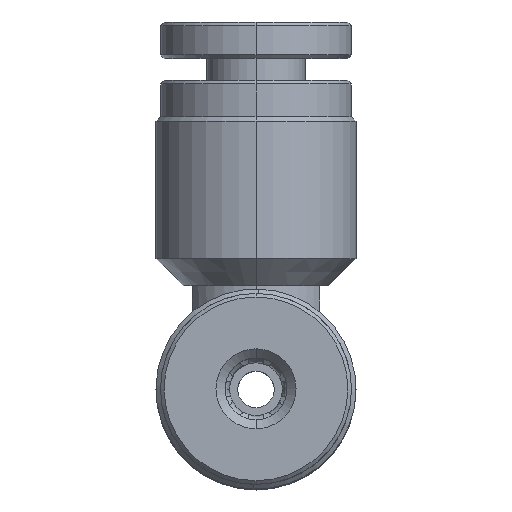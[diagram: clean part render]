
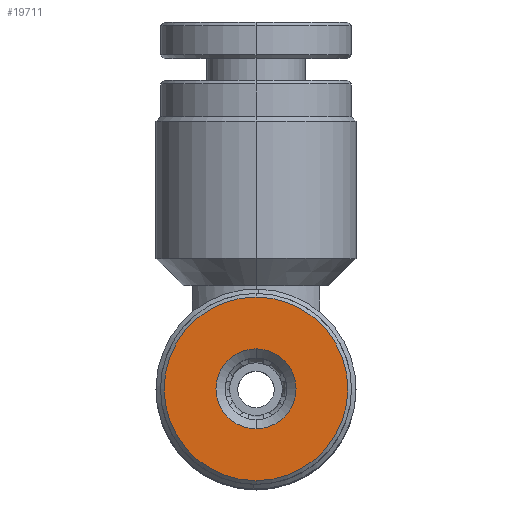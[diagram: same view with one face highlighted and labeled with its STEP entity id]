
A CAD part, top view. The second image highlights one B-rep face of the part: STEP entity #19711.
In plain terms, the highlighted planar face has unit normal (0, 0, 1).
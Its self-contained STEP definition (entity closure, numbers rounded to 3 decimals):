
#815 = DIRECTION ( 'NONE',  ( 0., 0., 1. ) ) ;
#3158 = VERTEX_POINT ( 'NONE', #13451 ) ;
#4146 = DIRECTION ( 'NONE',  ( 0., 0., -1. ) ) ;
#4445 = EDGE_CURVE ( 'NONE', #30308, #3158, #15944, .T. ) ;
#4994 = VERTEX_POINT ( 'NONE', #40037 ) ;
#6376 = DIRECTION ( 'NONE',  ( 0., 0., -1. ) ) ;
#7467 = FACE_OUTER_BOUND ( 'NONE', #33500, .T. ) ;
#7507 = PLANE ( 'NONE',  #14707 ) ;
#11572 = VERTEX_POINT ( 'NONE', #20797 ) ;
#13177 = EDGE_CURVE ( 'NONE', #3158, #30308, #23441, .T. ) ;
#13451 = CARTESIAN_POINT ( 'NONE',  ( 0., 5.05, 14.5 ) ) ;
#13778 = ORIENTED_EDGE ( 'NONE', *, *, #13177, .T. ) ;
#14707 = AXIS2_PLACEMENT_3D ( 'NONE', #21400, #815, #24868 ) ;
#15252 = DIRECTION ( 'NONE',  ( 0., 0., 1. ) ) ;
#15888 = ORIENTED_EDGE ( 'NONE', *, *, #42389, .T. ) ;
#15944 = CIRCLE ( 'NONE', #21258, 5.05 ) ;
#16263 = DIRECTION ( 'NONE',  ( 0., 0., 1. ) ) ;
#17166 = CIRCLE ( 'NONE', #41260, 2.2 ) ;
#19711 = ADVANCED_FACE ( 'NONE', ( #32947, #7467 ), #7507, .T. ) ;
#20009 = EDGE_LOOP ( 'NONE', ( #41966, #15888 ) ) ;
#20326 = AXIS2_PLACEMENT_3D ( 'NONE', #37073, #16263, #40559 ) ;
#20527 = CARTESIAN_POINT ( 'NONE',  ( 0., -5.05, 14.5 ) ) ;
#20797 = CARTESIAN_POINT ( 'NONE',  ( 0., 2.2, 14.5 ) ) ;
#21258 = AXIS2_PLACEMENT_3D ( 'NONE', #35996, #15252, #39502 ) ;
#21400 = CARTESIAN_POINT ( 'NONE',  ( 0., 0., 14.5 ) ) ;
#23441 = CIRCLE ( 'NONE', #20326, 5.05 ) ;
#24762 = CARTESIAN_POINT ( 'NONE',  ( 0., 0., 14.5 ) ) ;
#24868 = DIRECTION ( 'NONE',  ( 0., -1., 0. ) ) ;
#27067 = CARTESIAN_POINT ( 'NONE',  ( 0., 0., 14.5 ) ) ;
#28260 = DIRECTION ( 'NONE',  ( 0., -1., 0. ) ) ;
#29560 = CIRCLE ( 'NONE', #43673, 2.2 ) ;
#30308 = VERTEX_POINT ( 'NONE', #20527 ) ;
#30567 = DIRECTION ( 'NONE',  ( 0., -1., 0. ) ) ;
#32947 = FACE_BOUND ( 'NONE', #20009, .T. ) ;
#33500 = EDGE_LOOP ( 'NONE', ( #13778, #38678 ) ) ;
#35703 = EDGE_CURVE ( 'NONE', #4994, #11572, #29560, .T. ) ;
#35996 = CARTESIAN_POINT ( 'NONE',  ( 0., 0., 14.5 ) ) ;
#37073 = CARTESIAN_POINT ( 'NONE',  ( 0., 0., 14.5 ) ) ;
#38678 = ORIENTED_EDGE ( 'NONE', *, *, #4445, .T. ) ;
#39502 = DIRECTION ( 'NONE',  ( 0., -1., 0. ) ) ;
#40037 = CARTESIAN_POINT ( 'NONE',  ( 0., -2.2, 14.5 ) ) ;
#40559 = DIRECTION ( 'NONE',  ( 0., -1., 0. ) ) ;
#41260 = AXIS2_PLACEMENT_3D ( 'NONE', #27067, #6376, #30567 ) ;
#41966 = ORIENTED_EDGE ( 'NONE', *, *, #35703, .T. ) ;
#42389 = EDGE_CURVE ( 'NONE', #11572, #4994, #17166, .T. ) ;
#43673 = AXIS2_PLACEMENT_3D ( 'NONE', #24762, #4146, #28260 ) ;
